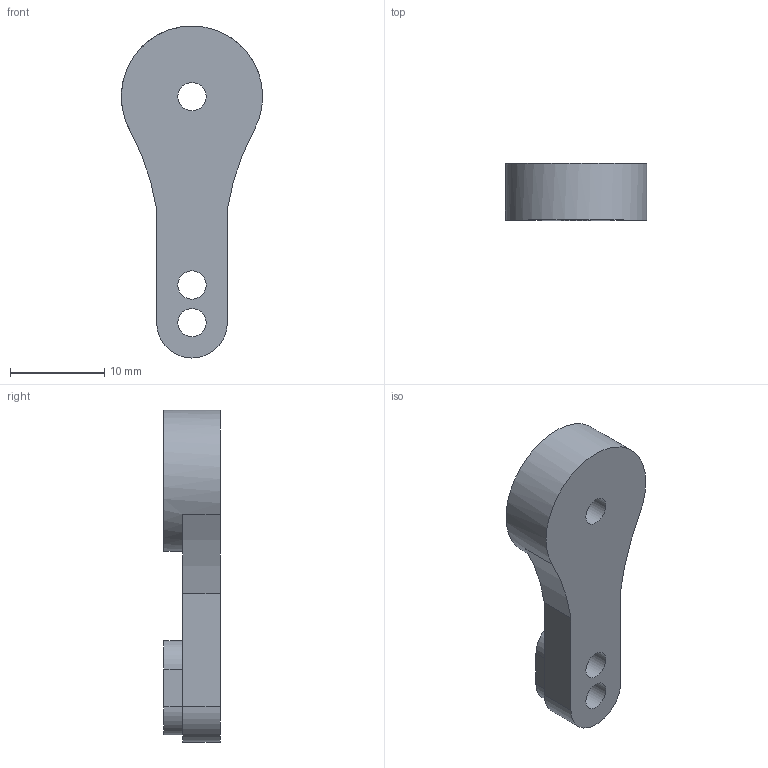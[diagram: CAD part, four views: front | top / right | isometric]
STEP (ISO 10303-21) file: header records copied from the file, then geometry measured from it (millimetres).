
FILE_DESCRIPTION(/* description */ (''),/* implementation_level */ '2;1');
FILE_NAME(/* name */ 'ServoArm.ipt.step',/* time_stamp */ '2024-02-27T11:29:37-06:00',/* author */ ('smz3rm'),/* organization */ (''),/* preprocessor_version */ 'ST-DEVELOPER v18',/* originating_system */ 'Autodesk Inventor 2020',/* authorisation */ '');
FILE_SCHEMA (('AUTOMOTIVE_DESIGN { 1 0 10303 214 3 1 1 }'));
Length unit declared in the file: millimetre
Products named in the file (1): ServoArm
Bounding box: 15 x 6 x 35.25 mm (x, y, z)
Volume: 1594.8 mm3; surface area: 1316 mm2
Topology: 1 solids, 1 shells, 19 faces, 48 edges, 33 vertices
Faces by surface type: cylinder 10, plane 9
Full cylindrical faces by diameter (mm): 3 x3, 6 x1, 15 x1
Entity records: 644 total; most frequent: DIRECTION 113, CARTESIAN_POINT 101, ORIENTED_EDGE 96, EDGE_CURVE 48, AXIS2_PLACEMENT_3D 45, VERTEX_POINT 33, EDGE_LOOP 27, CIRCLE 25
